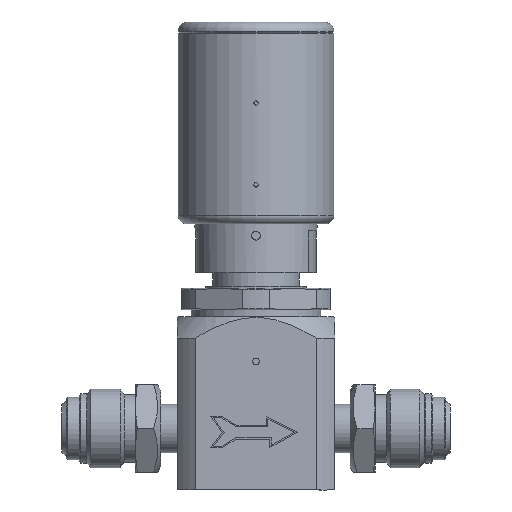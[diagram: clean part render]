
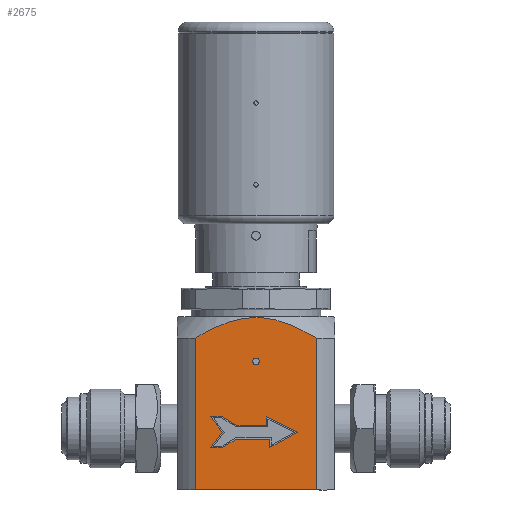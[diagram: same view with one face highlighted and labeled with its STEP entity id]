
A CAD part, front view. The second image highlights one B-rep face of the part: STEP entity #2675.
In plain terms, the highlighted planar face has unit normal (0, -1, 0).
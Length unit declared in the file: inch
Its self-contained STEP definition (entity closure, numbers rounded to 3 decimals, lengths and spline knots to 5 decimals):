
#44=LINE('',#4190,#168);
#47=LINE('',#4196,#171);
#50=LINE('',#4202,#174);
#53=LINE('',#4208,#177);
#56=LINE('',#4214,#180);
#79=LINE('',#4260,#203);
#98=LINE('',#4298,#222);
#101=LINE('',#4304,#225);
#104=LINE('',#4310,#228);
#107=LINE('',#4316,#231);
#110=LINE('',#4322,#234);
#113=LINE('',#4326,#237);
#115=LINE('',#4382,#239);
#117=LINE('',#4391,#241);
#123=LINE('',#4427,#247);
#168=VECTOR('',#3356,0.3937);
#171=VECTOR('',#3361,0.3937);
#174=VECTOR('',#3366,0.3937);
#177=VECTOR('',#3371,0.3937);
#180=VECTOR('',#3376,0.3937);
#203=VECTOR('',#3413,0.3937);
#222=VECTOR('',#3446,0.3937);
#225=VECTOR('',#3451,0.3937);
#228=VECTOR('',#3456,0.3937);
#231=VECTOR('',#3461,0.3937);
#234=VECTOR('',#3466,0.3937);
#237=VECTOR('',#3471,0.3937);
#239=VECTOR('',#3543,0.3937);
#241=VECTOR('',#3551,0.3937);
#247=VECTOR('',#3577,0.3937);
#304=(
BOUNDED_CURVE()
B_SPLINE_CURVE(2,(#4418,#4419,#4420),.UNSPECIFIED.,.F.,.F.)
B_SPLINE_CURVE_WITH_KNOTS((3,3),(0.,2.3249),.UNSPECIFIED.)
CURVE()
GEOMETRIC_REPRESENTATION_ITEM()
RATIONAL_B_SPLINE_CURVE((1.,1.262,1.))
REPRESENTATION_ITEM('')
);
#481=FACE_BOUND('',#906,.T.);
#482=FACE_BOUND('',#907,.T.);
#645=FACE_OUTER_BOUND('',#905,.T.);
#905=EDGE_LOOP('',(#2059,#2060,#2061,#2062));
#906=EDGE_LOOP('',(#2063,#2064,#2065,#2066,#2067,#2068,#2069,#2070,#2071,
#2072,#2073,#2074));
#907=EDGE_LOOP('',(#2075));
#1064=CIRCLE('',#2909,0.0235);
#1222=VERTEX_POINT('',#4187);
#1223=VERTEX_POINT('',#4189);
#1225=VERTEX_POINT('',#4195);
#1227=VERTEX_POINT('',#4201);
#1229=VERTEX_POINT('',#4207);
#1231=VERTEX_POINT('',#4213);
#1247=VERTEX_POINT('',#4258);
#1259=VERTEX_POINT('',#4297);
#1261=VERTEX_POINT('',#4303);
#1263=VERTEX_POINT('',#4309);
#1265=VERTEX_POINT('',#4315);
#1267=VERTEX_POINT('',#4321);
#1268=VERTEX_POINT('',#4330);
#1285=VERTEX_POINT('',#4379);
#1286=VERTEX_POINT('',#4381);
#1289=VERTEX_POINT('',#4388);
#1290=VERTEX_POINT('',#4390);
#1473=EDGE_CURVE('',#1223,#1222,#44,.T.);
#1476=EDGE_CURVE('',#1225,#1223,#47,.T.);
#1479=EDGE_CURVE('',#1227,#1225,#50,.T.);
#1482=EDGE_CURVE('',#1229,#1227,#53,.T.);
#1485=EDGE_CURVE('',#1231,#1229,#56,.T.);
#1508=EDGE_CURVE('',#1222,#1247,#79,.T.);
#1527=EDGE_CURVE('',#1259,#1231,#98,.T.);
#1530=EDGE_CURVE('',#1261,#1259,#101,.T.);
#1533=EDGE_CURVE('',#1263,#1261,#104,.T.);
#1536=EDGE_CURVE('',#1265,#1263,#107,.T.);
#1539=EDGE_CURVE('',#1267,#1265,#110,.T.);
#1542=EDGE_CURVE('',#1247,#1267,#113,.T.);
#1543=EDGE_CURVE('',#1268,#1268,#1064,.T.);
#1560=EDGE_CURVE('',#1286,#1285,#115,.T.);
#1564=EDGE_CURVE('',#1290,#1289,#117,.T.);
#1576=EDGE_CURVE('',#1289,#1286,#304,.T.);
#1579=EDGE_CURVE('',#1285,#1290,#123,.T.);
#2059=ORIENTED_EDGE('',*,*,#1564,.T.);
#2060=ORIENTED_EDGE('',*,*,#1576,.T.);
#2061=ORIENTED_EDGE('',*,*,#1560,.T.);
#2062=ORIENTED_EDGE('',*,*,#1579,.T.);
#2063=ORIENTED_EDGE('',*,*,#1473,.T.);
#2064=ORIENTED_EDGE('',*,*,#1508,.T.);
#2065=ORIENTED_EDGE('',*,*,#1542,.T.);
#2066=ORIENTED_EDGE('',*,*,#1539,.T.);
#2067=ORIENTED_EDGE('',*,*,#1536,.T.);
#2068=ORIENTED_EDGE('',*,*,#1533,.T.);
#2069=ORIENTED_EDGE('',*,*,#1530,.T.);
#2070=ORIENTED_EDGE('',*,*,#1527,.T.);
#2071=ORIENTED_EDGE('',*,*,#1485,.T.);
#2072=ORIENTED_EDGE('',*,*,#1482,.T.);
#2073=ORIENTED_EDGE('',*,*,#1479,.T.);
#2074=ORIENTED_EDGE('',*,*,#1476,.T.);
#2075=ORIENTED_EDGE('',*,*,#1543,.T.);
#2341=PLANE('',#2953);
#2675=ADVANCED_FACE('',(#645,#481,#482),#2341,.T.);
#2909=AXIS2_PLACEMENT_3D('',#4331,#3478,#3479);
#2953=AXIS2_PLACEMENT_3D('',#4426,#3575,#3576);
#3356=DIRECTION('',(0.,0.,1.));
#3361=DIRECTION('',(1.,0.,0.));
#3366=DIRECTION('',(0.857,0.,-0.514));
#3371=DIRECTION('',(1.,0.,0.));
#3376=DIRECTION('',(-0.611,0.,0.791));
#3413=DIRECTION('',(0.899,0.,-0.438));
#3446=DIRECTION('',(0.611,0.,0.791));
#3451=DIRECTION('',(-1.,0.,0.));
#3456=DIRECTION('',(-0.857,0.,-0.514));
#3461=DIRECTION('',(-1.,0.,0.));
#3466=DIRECTION('',(0.,0.,1.));
#3471=DIRECTION('',(-0.876,0.,-0.482));
#3478=DIRECTION('center_axis',(0.,1.,0.));
#3479=DIRECTION('ref_axis',(-1.,0.,0.));
#3543=DIRECTION('',(0.,0.,-1.));
#3551=DIRECTION('',(0.,0.,1.));
#3575=DIRECTION('center_axis',(0.,-1.,0.));
#3576=DIRECTION('ref_axis',(0.,0.,1.));
#3577=DIRECTION('',(1.,0.,0.));
#4187=CARTESIAN_POINT('',(0.0756,-0.5625,-0.71694));
#4189=CARTESIAN_POINT('',(0.0756,-0.5625,-0.77847));
#4190=CARTESIAN_POINT('',(0.0756,-0.5625,-0.35847));
#4195=CARTESIAN_POINT('',(-0.13637,-0.5625,-0.77847));
#4196=CARTESIAN_POINT('',(-0.24345,-0.5625,-0.77847));
#4201=CARTESIAN_POINT('',(-0.241,-0.5625,-0.71569));
#4202=CARTESIAN_POINT('',(-0.46476,-0.5625,-0.58144));
#4207=CARTESIAN_POINT('',(-0.326,-0.5625,-0.71569));
#4208=CARTESIAN_POINT('',(-0.40175,-0.5625,-0.71569));
#4213=CARTESIAN_POINT('',(-0.241,-0.5625,-0.82569));
#4214=CARTESIAN_POINT('',(-0.54335,-0.5625,-0.43442));
#4258=CARTESIAN_POINT('',(0.299,-0.5625,-0.82569));
#4260=CARTESIAN_POINT('',(-0.2117,-0.5625,-0.57708));
#4297=CARTESIAN_POINT('',(-0.326,-0.5625,-0.93569));
#4298=CARTESIAN_POINT('',(-0.10135,-0.5625,-0.64497));
#4303=CARTESIAN_POINT('',(-0.241,-0.5625,-0.93569));
#4304=CARTESIAN_POINT('',(-0.44425,-0.5625,-0.93569));
#4309=CARTESIAN_POINT('',(-0.141,-0.5625,-0.87569));
#4310=CARTESIAN_POINT('',(-0.1528,-0.5625,-0.88277));
#4315=CARTESIAN_POINT('',(0.099,-0.5625,-0.87569));
#4316=CARTESIAN_POINT('',(-0.35175,-0.5625,-0.87569));
#4321=CARTESIAN_POINT('',(0.099,-0.5625,-0.93569));
#4322=CARTESIAN_POINT('',(0.099,-0.5625,-0.43785));
#4326=CARTESIAN_POINT('',(0.04262,-0.5625,-0.9667));
#4330=CARTESIAN_POINT('',(-0.0235,-0.5625,-0.32));
#4331=CARTESIAN_POINT('Origin',(0.,-0.5625,-0.32));
#4379=CARTESIAN_POINT('',(-0.43324,-0.5625,-1.24));
#4381=CARTESIAN_POINT('',(-0.43324,-0.5625,-0.1525));
#4382=CARTESIAN_POINT('',(-0.43324,-0.5625,-0.69625));
#4388=CARTESIAN_POINT('',(0.43324,-0.5625,-0.1525));
#4390=CARTESIAN_POINT('',(0.43324,-0.5625,-1.24));
#4391=CARTESIAN_POINT('',(0.43324,-0.5625,-0.69625));
#4418=CARTESIAN_POINT('Ctrl Pts',(0.43324,-0.5625,-0.1525));
#4419=CARTESIAN_POINT('Ctrl Pts',(0.,-0.5625,0.11186));
#4420=CARTESIAN_POINT('Ctrl Pts',(-0.43324,-0.5625,-0.1525));
#4426=CARTESIAN_POINT('Origin',(-0.5625,-0.5625,0.));
#4427=CARTESIAN_POINT('',(0.5625,-0.5625,-1.24));
